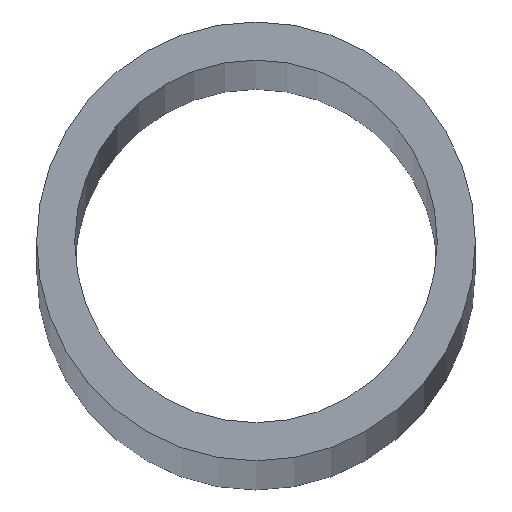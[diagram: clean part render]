
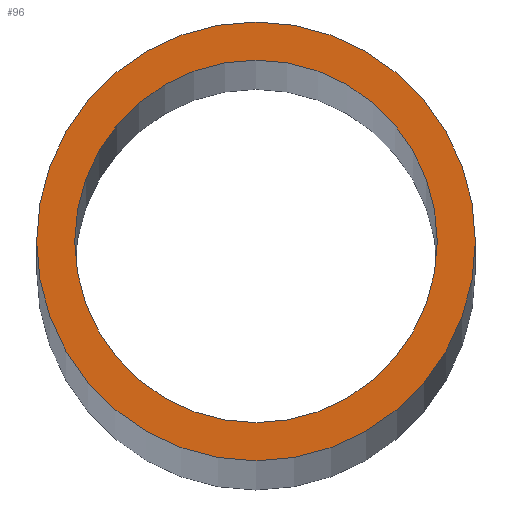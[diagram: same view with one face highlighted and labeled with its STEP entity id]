
A CAD part, top view. The second image highlights one B-rep face of the part: STEP entity #96.
In plain terms, the highlighted planar face has unit normal (0, 0, 1).
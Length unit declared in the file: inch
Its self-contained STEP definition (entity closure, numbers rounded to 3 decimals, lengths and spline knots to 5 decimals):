
#4 = CIRCLE ( 'NONE', #179, 0.236 ) ;
#5 = ORIENTED_EDGE ( 'NONE', *, *, #116, .F. ) ;
#7 = EDGE_CURVE ( 'NONE', #88, #90, #222, .T. ) ;
#10 = ORIENTED_EDGE ( 'NONE', *, *, #7, .T. ) ;
#11 = CIRCLE ( 'NONE', #121, 0.195 ) ;
#20 = VERTEX_POINT ( 'NONE', #86 ) ;
#22 = CIRCLE ( 'NONE', #36, 0.195 ) ;
#24 = DIRECTION ( 'NONE',  ( 1., 0., 0. ) ) ;
#36 = AXIS2_PLACEMENT_3D ( 'NONE', #122, #196, #24 ) ;
#40 = CARTESIAN_POINT ( 'NONE',  ( 0., 0., 18. ) ) ;
#47 = DIRECTION ( 'NONE',  ( 0., 0., 1. ) ) ;
#51 = EDGE_LOOP ( 'NONE', ( #197, #10 ) ) ;
#54 = EDGE_CURVE ( 'NONE', #90, #88, #4, .T. ) ;
#66 = DIRECTION ( 'NONE',  ( 1., 0., 0. ) ) ;
#67 = DIRECTION ( 'NONE',  ( 0., 0., 1. ) ) ;
#79 = EDGE_CURVE ( 'NONE', #108, #20, #11, .T. ) ;
#86 = CARTESIAN_POINT ( 'NONE',  ( 0.195, 0., 18. ) ) ;
#88 = VERTEX_POINT ( 'NONE', #97 ) ;
#90 = VERTEX_POINT ( 'NONE', #167 ) ;
#96 = ADVANCED_FACE ( 'NONE', ( #216, #233 ), #123, .T. ) ;
#97 = CARTESIAN_POINT ( 'NONE',  ( 0.236, 0., 18. ) ) ;
#101 = DIRECTION ( 'NONE',  ( 1., 0., 0. ) ) ;
#102 = DIRECTION ( 'NONE',  ( 0., 0., 1. ) ) ;
#108 = VERTEX_POINT ( 'NONE', #120 ) ;
#109 = AXIS2_PLACEMENT_3D ( 'NONE', #152, #47, #174 ) ;
#110 = EDGE_LOOP ( 'NONE', ( #203, #5 ) ) ;
#116 = EDGE_CURVE ( 'NONE', #20, #108, #22, .T. ) ;
#120 = CARTESIAN_POINT ( 'NONE',  ( -0.195, 0., 18. ) ) ;
#121 = AXIS2_PLACEMENT_3D ( 'NONE', #40, #194, #66 ) ;
#122 = CARTESIAN_POINT ( 'NONE',  ( 0., 0., 18. ) ) ;
#123 = PLANE ( 'NONE',  #228 ) ;
#124 = DIRECTION ( 'NONE',  ( 1., 0., 0. ) ) ;
#152 = CARTESIAN_POINT ( 'NONE',  ( 0., 0., 18. ) ) ;
#167 = CARTESIAN_POINT ( 'NONE',  ( -0.236, 0., 18. ) ) ;
#174 = DIRECTION ( 'NONE',  ( 1., 0., 0. ) ) ;
#179 = AXIS2_PLACEMENT_3D ( 'NONE', #237, #67, #124 ) ;
#194 = DIRECTION ( 'NONE',  ( 0., 0., 1. ) ) ;
#196 = DIRECTION ( 'NONE',  ( 0., 0., 1. ) ) ;
#197 = ORIENTED_EDGE ( 'NONE', *, *, #54, .T. ) ;
#199 = CARTESIAN_POINT ( 'NONE',  ( 0., 0., 18. ) ) ;
#203 = ORIENTED_EDGE ( 'NONE', *, *, #79, .F. ) ;
#216 = FACE_OUTER_BOUND ( 'NONE', #51, .T. ) ;
#222 = CIRCLE ( 'NONE', #109, 0.236 ) ;
#228 = AXIS2_PLACEMENT_3D ( 'NONE', #199, #102, #101 ) ;
#233 = FACE_BOUND ( 'NONE', #110, .T. ) ;
#237 = CARTESIAN_POINT ( 'NONE',  ( 0., 0., 18. ) ) ;
